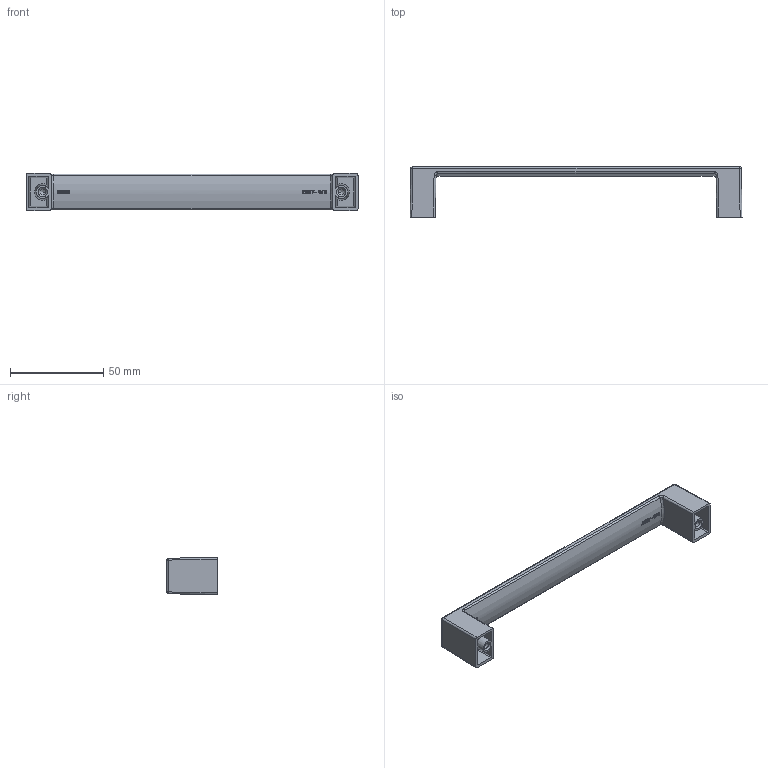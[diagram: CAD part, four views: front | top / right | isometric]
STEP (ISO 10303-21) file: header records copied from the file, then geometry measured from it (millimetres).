
FILE_DESCRIPTION(('Creo Elements/Direct Modeling STEP Export'),'2;1');
FILE_NAME('2597-178.stp','2022-09-06T13:28:49',(''),(''),'Creo Elements/Direct Modeling STEP processor for AP214 (Solid Model)','Creo Elements/Direct Modeling 20.0 12-Nov-2016 (C) Parametric Technology GmbH','');
FILE_SCHEMA(('AUTOMOTIVE_DESIGN { 1 0 10303 214 1 1 1 1 }'));
Length unit declared in the file: millimetre
Products named in the file (1): ZN-11779
Bounding box: 178 x 27 x 20 mm (x, y, z)
Volume: 20724.6 mm3; surface area: 14830.3 mm2
Topology: 1 solids, 1 shells, 1060 faces, 2758 edges, 1822 vertices
Faces by surface type: plane 697, extrusion 291, cylinder 44, cone 10, bspline 10, sphere 4, torus 4
Entity records: 43192 total; most frequent: CARTESIAN_POINT 18259, ORIENTED_EDGE 5500, DIRECTION 4405, EDGE_CURVE 2750, VECTOR 1901, VERTEX_POINT 1822, LINE 1620, AXIS2_PLACEMENT_3D 1252
